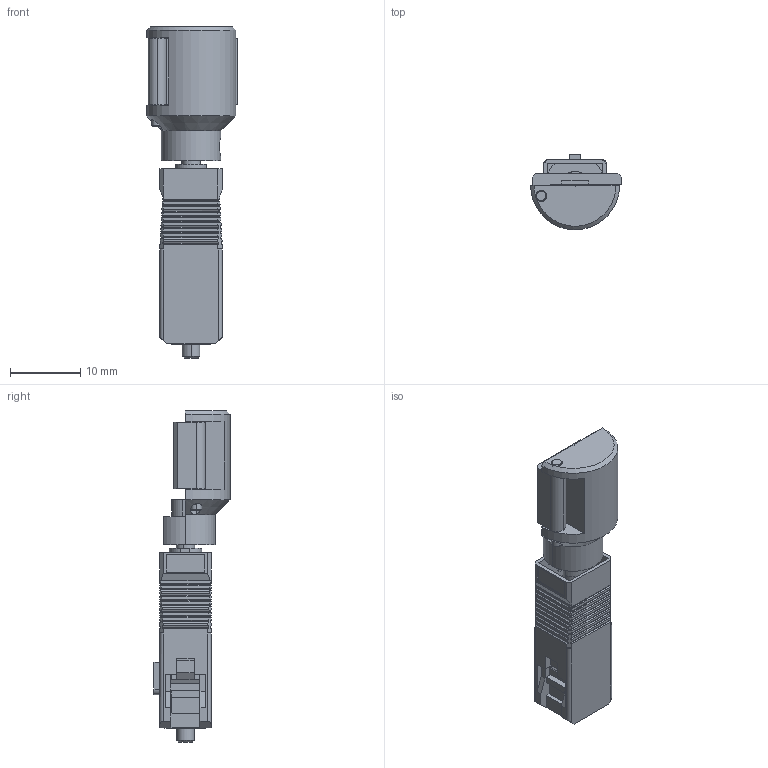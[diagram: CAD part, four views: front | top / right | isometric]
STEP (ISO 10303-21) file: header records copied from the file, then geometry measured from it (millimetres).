
FILE_DESCRIPTION (( 'STEP AP203' ), '1' );
FILE_NAME ('40000270A.STEP', '2019-12-05T17:14:31', ( '' ), ( '' ), 'SwSTEP 2.0', 'SolidWorks 2015', '' );
FILE_SCHEMA (( 'CONFIG_CONTROL_DESIGN' ));
Length unit declared in the file: inch
Products named in the file (1): 40000270A
Bounding box: 12.95 x 10.84 x 47.33 mm (x, y, z)
Volume: 2328 mm3; surface area: 3941.7 mm2
Topology: 10 solids, 10 shells, 375 faces, 988 edges, 635 vertices
Faces by surface type: plane 222, cylinder 113, cone 36, torus 4
Entity records: 11780 total; most frequent: CARTESIAN_POINT 2763, ORIENTED_EDGE 1968, DIRECTION 1716, EDGE_CURVE 984, LINE 668, VECTOR 668, VERTEX_POINT 635, AXIS2_PLACEMENT_3D 524
